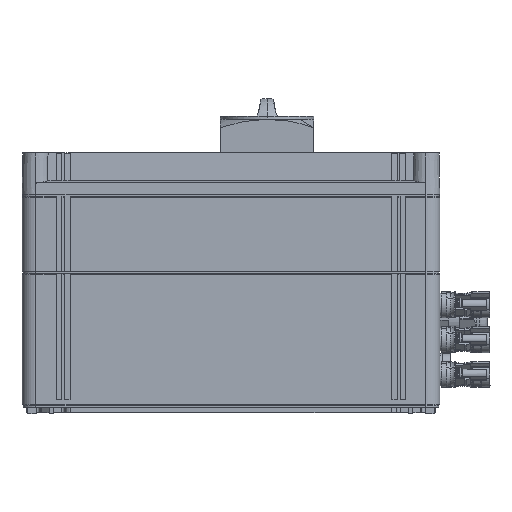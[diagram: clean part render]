
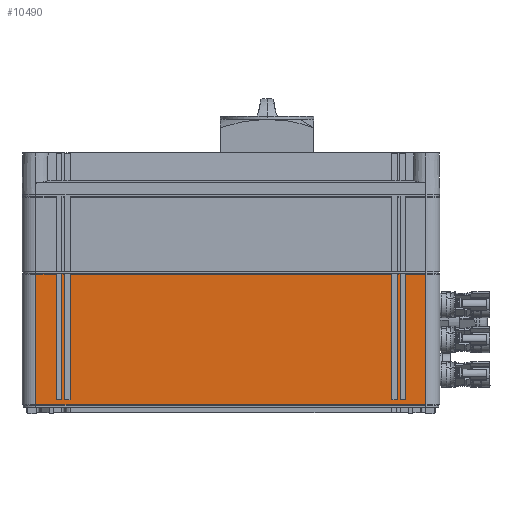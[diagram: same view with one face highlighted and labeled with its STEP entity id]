
A CAD part, left-side view. The second image highlights one B-rep face of the part: STEP entity #10490.
In plain terms, the highlighted planar face has unit normal (-1, 0, 0).
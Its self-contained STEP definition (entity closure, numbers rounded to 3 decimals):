
#10392=AXIS2_PLACEMENT_3D('Plane Axis2P3D',#10389,#10390,#10391) ;
#7172=CARTESIAN_POINT('Vertex',(0.,326.025,100.067)) ;
#7737=CARTESIAN_POINT('Vertex',(0.,46.025,100.067)) ;
#7771=CARTESIAN_POINT('Vertex',(0.,307.525,100.067)) ;
#7774=CARTESIAN_POINT('Line Origine',(0.,306.525,100.067)) ;
#7778=CARTESIAN_POINT('Vertex',(0.,305.525,100.067)) ;
#7799=CARTESIAN_POINT('Vertex',(0.,301.525,100.067)) ;
#7802=CARTESIAN_POINT('Line Origine',(0.,186.025,100.067)) ;
#7806=CARTESIAN_POINT('Vertex',(0.,70.525,100.067)) ;
#7827=CARTESIAN_POINT('Vertex',(0.,66.525,100.067)) ;
#7830=CARTESIAN_POINT('Line Origine',(0.,65.525,100.067)) ;
#7834=CARTESIAN_POINT('Vertex',(0.,64.525,100.067)) ;
#7855=CARTESIAN_POINT('Vertex',(0.,60.525,100.067)) ;
#7858=CARTESIAN_POINT('Line Origine',(0.,53.275,100.067)) ;
#7863=CARTESIAN_POINT('Line Origine',(0.,318.775,100.067)) ;
#7867=CARTESIAN_POINT('Vertex',(0.,311.525,100.067)) ;
#9207=CARTESIAN_POINT('Line Origine',(0.,326.025,100.067)) ;
#9211=CARTESIAN_POINT('Vertex',(0.,326.025,6.433)) ;
#10317=CARTESIAN_POINT('Line Origine',(0.,46.025,100.067)) ;
#10321=CARTESIAN_POINT('Vertex',(0.,46.025,6.433)) ;
#10373=CARTESIAN_POINT('Vertex',(0.,307.525,10.)) ;
#10376=CARTESIAN_POINT('Line Origine',(0.,307.525,55.033)) ;
#10389=CARTESIAN_POINT('Axis2P3D Location',(0.,46.025,100.067)) ;
#10394=CARTESIAN_POINT('Line Origine',(0.,62.525,10.)) ;
#10398=CARTESIAN_POINT('Vertex',(0.,60.525,10.)) ;
#10400=CARTESIAN_POINT('Vertex',(0.,64.525,10.)) ;
#10403=CARTESIAN_POINT('Line Origine',(0.,64.525,55.033)) ;
#10408=CARTESIAN_POINT('Line Origine',(0.,66.525,55.033)) ;
#10412=CARTESIAN_POINT('Vertex',(0.,66.525,10.)) ;
#10415=CARTESIAN_POINT('Line Origine',(0.,68.525,10.)) ;
#10419=CARTESIAN_POINT('Vertex',(0.,70.525,10.)) ;
#10422=CARTESIAN_POINT('Line Origine',(0.,70.525,55.033)) ;
#10427=CARTESIAN_POINT('Line Origine',(0.,301.525,55.033)) ;
#10431=CARTESIAN_POINT('Vertex',(0.,301.525,10.)) ;
#10434=CARTESIAN_POINT('Line Origine',(0.,303.525,10.)) ;
#10438=CARTESIAN_POINT('Vertex',(0.,305.525,10.)) ;
#10441=CARTESIAN_POINT('Line Origine',(0.,305.525,55.033)) ;
#10446=CARTESIAN_POINT('Line Origine',(0.,309.525,10.)) ;
#10450=CARTESIAN_POINT('Vertex',(0.,311.525,10.)) ;
#10453=CARTESIAN_POINT('Line Origine',(0.,311.525,55.033)) ;
#10458=CARTESIAN_POINT('Line Origine',(0.,186.025,6.433)) ;
#10463=CARTESIAN_POINT('Line Origine',(0.,60.525,55.033)) ;
#7775=DIRECTION('Vector Direction',(0.,1.,0.)) ;
#7803=DIRECTION('Vector Direction',(0.,1.,0.)) ;
#7831=DIRECTION('Vector Direction',(0.,1.,0.)) ;
#7859=DIRECTION('Vector Direction',(0.,1.,0.)) ;
#7864=DIRECTION('Vector Direction',(0.,1.,0.)) ;
#9208=DIRECTION('Vector Direction',(0.,0.,-1.)) ;
#10318=DIRECTION('Vector Direction',(0.,0.,-1.)) ;
#10377=DIRECTION('Vector Direction',(0.,0.,-1.)) ;
#10390=DIRECTION('Axis2P3D Direction',(-1.,0.,0.)) ;
#10391=DIRECTION('Axis2P3D XDirection',(0.,1.,0.)) ;
#10395=DIRECTION('Vector Direction',(0.,1.,0.)) ;
#10404=DIRECTION('Vector Direction',(0.,0.,1.)) ;
#10409=DIRECTION('Vector Direction',(0.,0.,-1.)) ;
#10416=DIRECTION('Vector Direction',(0.,1.,0.)) ;
#10423=DIRECTION('Vector Direction',(0.,0.,1.)) ;
#10428=DIRECTION('Vector Direction',(0.,0.,-1.)) ;
#10435=DIRECTION('Vector Direction',(0.,1.,0.)) ;
#10442=DIRECTION('Vector Direction',(0.,0.,1.)) ;
#10447=DIRECTION('Vector Direction',(0.,1.,0.)) ;
#10454=DIRECTION('Vector Direction',(0.,0.,1.)) ;
#10459=DIRECTION('Vector Direction',(0.,1.,0.)) ;
#10464=DIRECTION('Vector Direction',(0.,0.,-1.)) ;
#7776=VECTOR('Line Direction',#7775,1.) ;
#7804=VECTOR('Line Direction',#7803,1.) ;
#7832=VECTOR('Line Direction',#7831,1.) ;
#7860=VECTOR('Line Direction',#7859,1.) ;
#7865=VECTOR('Line Direction',#7864,1.) ;
#9209=VECTOR('Line Direction',#9208,1.) ;
#10319=VECTOR('Line Direction',#10318,1.) ;
#10378=VECTOR('Line Direction',#10377,1.) ;
#10396=VECTOR('Line Direction',#10395,1.) ;
#10405=VECTOR('Line Direction',#10404,1.) ;
#10410=VECTOR('Line Direction',#10409,1.) ;
#10417=VECTOR('Line Direction',#10416,1.) ;
#10424=VECTOR('Line Direction',#10423,1.) ;
#10429=VECTOR('Line Direction',#10428,1.) ;
#10436=VECTOR('Line Direction',#10435,1.) ;
#10443=VECTOR('Line Direction',#10442,1.) ;
#10448=VECTOR('Line Direction',#10447,1.) ;
#10455=VECTOR('Line Direction',#10454,1.) ;
#10460=VECTOR('Line Direction',#10459,1.) ;
#10465=VECTOR('Line Direction',#10464,1.) ;
#10469=ORIENTED_EDGE('',*,*,#10402,.T.) ;
#10470=ORIENTED_EDGE('',*,*,#10407,.T.) ;
#10471=ORIENTED_EDGE('',*,*,#7836,.T.) ;
#10472=ORIENTED_EDGE('',*,*,#10414,.T.) ;
#10473=ORIENTED_EDGE('',*,*,#10421,.T.) ;
#10474=ORIENTED_EDGE('',*,*,#10426,.T.) ;
#10475=ORIENTED_EDGE('',*,*,#7808,.T.) ;
#10476=ORIENTED_EDGE('',*,*,#10433,.T.) ;
#10477=ORIENTED_EDGE('',*,*,#10440,.T.) ;
#10478=ORIENTED_EDGE('',*,*,#10445,.T.) ;
#10479=ORIENTED_EDGE('',*,*,#7780,.T.) ;
#10480=ORIENTED_EDGE('',*,*,#10380,.T.) ;
#10481=ORIENTED_EDGE('',*,*,#10452,.T.) ;
#10482=ORIENTED_EDGE('',*,*,#10457,.T.) ;
#10483=ORIENTED_EDGE('',*,*,#7869,.T.) ;
#10484=ORIENTED_EDGE('',*,*,#9213,.T.) ;
#10485=ORIENTED_EDGE('',*,*,#10462,.F.) ;
#10486=ORIENTED_EDGE('',*,*,#10323,.F.) ;
#10487=ORIENTED_EDGE('',*,*,#7862,.T.) ;
#10488=ORIENTED_EDGE('',*,*,#10467,.T.) ;
#10490=ADVANCED_FACE('Hauptk\X2\00F6\X0\rper',(#10489),#10393,.T.) ;
#7780=EDGE_CURVE('',#7779,#7772,#7777,.T.) ;
#7808=EDGE_CURVE('',#7807,#7800,#7805,.T.) ;
#7836=EDGE_CURVE('',#7835,#7828,#7833,.T.) ;
#7862=EDGE_CURVE('',#7738,#7856,#7861,.T.) ;
#7869=EDGE_CURVE('',#7868,#7173,#7866,.T.) ;
#9213=EDGE_CURVE('',#7173,#9212,#9210,.T.) ;
#10323=EDGE_CURVE('',#7738,#10322,#10320,.T.) ;
#10380=EDGE_CURVE('',#7772,#10374,#10379,.T.) ;
#10402=EDGE_CURVE('',#10399,#10401,#10397,.T.) ;
#10407=EDGE_CURVE('',#10401,#7835,#10406,.T.) ;
#10414=EDGE_CURVE('',#7828,#10413,#10411,.T.) ;
#10421=EDGE_CURVE('',#10413,#10420,#10418,.T.) ;
#10426=EDGE_CURVE('',#10420,#7807,#10425,.T.) ;
#10433=EDGE_CURVE('',#7800,#10432,#10430,.T.) ;
#10440=EDGE_CURVE('',#10432,#10439,#10437,.T.) ;
#10445=EDGE_CURVE('',#10439,#7779,#10444,.T.) ;
#10452=EDGE_CURVE('',#10374,#10451,#10449,.T.) ;
#10457=EDGE_CURVE('',#10451,#7868,#10456,.T.) ;
#10462=EDGE_CURVE('',#10322,#9212,#10461,.T.) ;
#10467=EDGE_CURVE('',#7856,#10399,#10466,.T.) ;
#10468=EDGE_LOOP('',(#10469,#10470,#10471,#10472,#10473,#10474,#10475,#10476,#10477,#10478,#10479,#10480,#10481,#10482,#10483,#10484,#10485,#10486,#10487,#10488)) ;
#10489=FACE_OUTER_BOUND('',#10468,.T.) ;
#7777=LINE('Line',#7774,#7776) ;
#7805=LINE('Line',#7802,#7804) ;
#7833=LINE('Line',#7830,#7832) ;
#7861=LINE('Line',#7858,#7860) ;
#7866=LINE('Line',#7863,#7865) ;
#9210=LINE('Line',#9207,#9209) ;
#10320=LINE('Line',#10317,#10319) ;
#10379=LINE('Line',#10376,#10378) ;
#10397=LINE('Line',#10394,#10396) ;
#10406=LINE('Line',#10403,#10405) ;
#10411=LINE('Line',#10408,#10410) ;
#10418=LINE('Line',#10415,#10417) ;
#10425=LINE('Line',#10422,#10424) ;
#10430=LINE('Line',#10427,#10429) ;
#10437=LINE('Line',#10434,#10436) ;
#10444=LINE('Line',#10441,#10443) ;
#10449=LINE('Line',#10446,#10448) ;
#10456=LINE('Line',#10453,#10455) ;
#10461=LINE('Line',#10458,#10460) ;
#10466=LINE('Line',#10463,#10465) ;
#10393=PLANE('',#10392) ;
#7173=VERTEX_POINT('',#7172) ;
#7738=VERTEX_POINT('',#7737) ;
#7772=VERTEX_POINT('',#7771) ;
#7779=VERTEX_POINT('',#7778) ;
#7800=VERTEX_POINT('',#7799) ;
#7807=VERTEX_POINT('',#7806) ;
#7828=VERTEX_POINT('',#7827) ;
#7835=VERTEX_POINT('',#7834) ;
#7856=VERTEX_POINT('',#7855) ;
#7868=VERTEX_POINT('',#7867) ;
#9212=VERTEX_POINT('',#9211) ;
#10322=VERTEX_POINT('',#10321) ;
#10374=VERTEX_POINT('',#10373) ;
#10399=VERTEX_POINT('',#10398) ;
#10401=VERTEX_POINT('',#10400) ;
#10413=VERTEX_POINT('',#10412) ;
#10420=VERTEX_POINT('',#10419) ;
#10432=VERTEX_POINT('',#10431) ;
#10439=VERTEX_POINT('',#10438) ;
#10451=VERTEX_POINT('',#10450) ;
